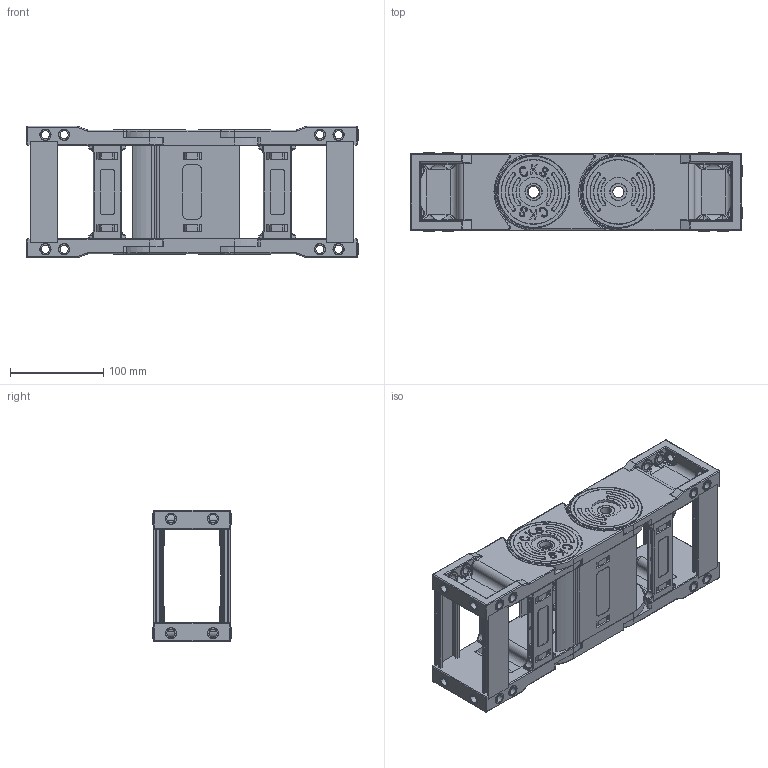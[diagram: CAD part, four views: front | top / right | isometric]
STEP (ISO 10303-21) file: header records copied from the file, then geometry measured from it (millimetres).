
FILE_DESCRIPTION (( 'STEP AP214' ), '1' );
FILE_NAME ('CK60-K100-AYAK.STEP', '2019-09-18T14:35:07', ( '' ), ( '' ), 'SwSTEP 2.0', 'SolidWorks 2017', '' );
FILE_SCHEMA (( 'AUTOMOTIVE_DESIGN' ));
Length unit declared in the file: millimetre
Products named in the file (1): CK60-K100-AYAK
Bounding box: 355.59 x 83.63 x 140.6 mm (x, y, z)
Volume: 805002.8 mm3; surface area: 456156.8 mm2
Topology: 41 solids, 41 shells, 3450 faces, 8953 edges, 5662 vertices
Faces by surface type: plane 1400, cylinder 1278, bspline 428, torus 298, sphere 40, cone 6
Entity records: 131420 total; most frequent: CARTESIAN_POINT 48705, ORIENTED_EDGE 17702, DIRECTION 16782, EDGE_CURVE 8851, AXIS2_PLACEMENT_3D 6011, VERTEX_POINT 5660, LINE 4760, VECTOR 4760
